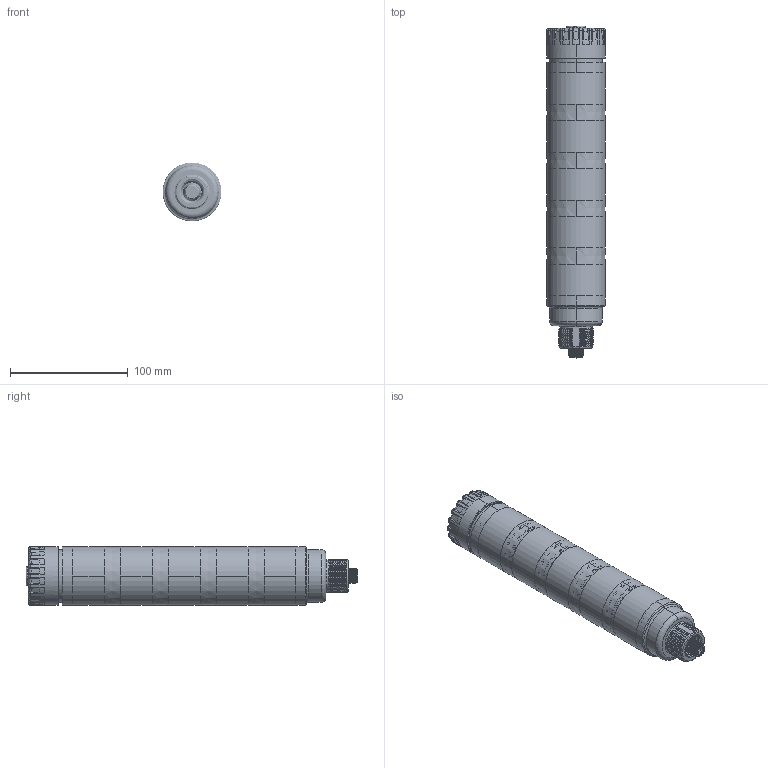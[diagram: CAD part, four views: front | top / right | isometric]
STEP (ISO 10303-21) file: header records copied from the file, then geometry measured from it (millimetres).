
FILE_DESCRIPTION((''),'2;1');
FILE_NAME('175254_ASM','2013-10-02T',('pdmadmin'),(''),'PRO/ENGINEER BY PARAMETRIC TECHNOLOGY CORPORATION, 2012300','PRO/ENGINEER BY PARAMETRIC TECHNOLOGY CORPORATION, 2012300','');
FILE_SCHEMA(('CONFIG_CONTROL_DESIGN'));
Products named in the file (9): 140410; 141960; 08427_NO_ORING; 140427_WEB_MODEL; 140412; 143280; 143281_WEB_MODEL; 143282; 175254_ASM
Assembly tree (15 placements, depth 2):
  175254_ASM
    140410
    141960
    08427_NO_ORING
    140427_WEB_MODEL  x5
    140412  x4
    143280
    143281_WEB_MODEL
    143282
Bounding box: 50 x 282.1 x 50 mm (x, y, z)
Volume: 156680.4 mm3; surface area: 159111.6 mm2
Topology: 15 solids, 15 shells, 2420 faces, 6299 edges, 4037 vertices
Faces by surface type: plane 1038, cylinder 726, bspline 230, torus 222, cone 204
Entity records: 84163 total; most frequent: CARTESIAN_POINT 48554, ORIENTED_EDGE 7658, DIRECTION 7192, EDGE_CURVE 3829, AXIS2_PLACEMENT_3D 2811, VERTEX_POINT 2421, EDGE_LOOP 1590, VECTOR 1570
